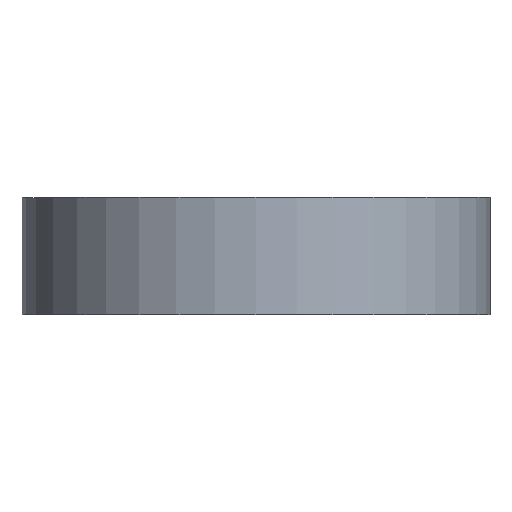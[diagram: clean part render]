
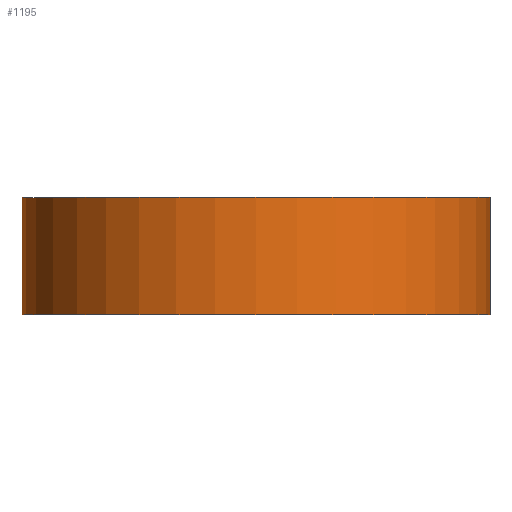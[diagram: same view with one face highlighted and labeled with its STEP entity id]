
A CAD part, left-side view. The second image highlights one B-rep face of the part: STEP entity #1195.
In plain terms, the highlighted cylindrical face has radius 50.8 mm (diameter 101.6 mm), a full revolution.
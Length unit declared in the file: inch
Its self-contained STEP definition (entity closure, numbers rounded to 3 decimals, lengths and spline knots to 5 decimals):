
#122=CIRCLE('',#1377,2.);
#123=CIRCLE('',#1378,2.);
#163=CYLINDRICAL_SURFACE('',#1376,2.);
#222=FACE_OUTER_BOUND('',#285,.T.);
#285=EDGE_LOOP('',(#1008,#1009,#1010,#1011));
#394=LINE('',#2109,#487);
#487=VECTOR('',#1750,2.);
#599=VERTEX_POINT('',#2106);
#600=VERTEX_POINT('',#2108);
#768=EDGE_CURVE('',#599,#599,#122,.T.);
#769=EDGE_CURVE('',#599,#600,#394,.T.);
#770=EDGE_CURVE('',#600,#600,#123,.T.);
#1008=ORIENTED_EDGE('',*,*,#768,.F.);
#1009=ORIENTED_EDGE('',*,*,#769,.T.);
#1010=ORIENTED_EDGE('',*,*,#770,.T.);
#1011=ORIENTED_EDGE('',*,*,#769,.F.);
#1195=ADVANCED_FACE('',(#222),#163,.T.);
#1376=AXIS2_PLACEMENT_3D('',#2105,#1746,#1747);
#1377=AXIS2_PLACEMENT_3D('',#2107,#1748,#1749);
#1378=AXIS2_PLACEMENT_3D('',#2110,#1751,#1752);
#1746=DIRECTION('center_axis',(0.,0.,1.));
#1747=DIRECTION('ref_axis',(1.,0.,0.));
#1748=DIRECTION('center_axis',(0.,0.,1.));
#1749=DIRECTION('ref_axis',(1.,0.,0.));
#1750=DIRECTION('',(0.,0.,-1.));
#1751=DIRECTION('center_axis',(0.,0.,1.));
#1752=DIRECTION('ref_axis',(1.,0.,0.));
#2105=CARTESIAN_POINT('Origin',(0.,0.,0.));
#2106=CARTESIAN_POINT('',(-2.,0.,1.));
#2107=CARTESIAN_POINT('Origin',(0.,0.,1.));
#2108=CARTESIAN_POINT('',(-2.,0.,0.));
#2109=CARTESIAN_POINT('',(-2.,0.,0.));
#2110=CARTESIAN_POINT('Origin',(0.,0.,0.));
